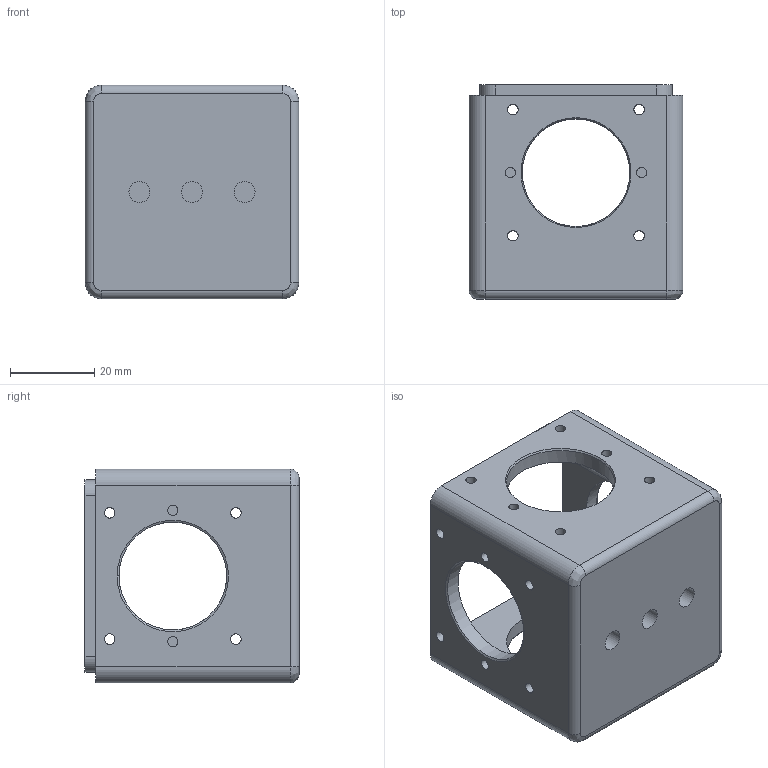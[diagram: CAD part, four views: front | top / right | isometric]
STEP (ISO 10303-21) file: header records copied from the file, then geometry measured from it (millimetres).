
FILE_DESCRIPTION (( 'STEP AP203' ), '1' );
FILE_NAME ('530131.STEP', '2025-04-27T08:25:35', ( 'Windows User' ), ( 'P R C' ), 'SwSTEP 2.0', 'SolidWorks 2020', '' );
FILE_SCHEMA (( 'CONFIG_CONTROL_DESIGN' ));
Length unit declared in the file: millimetre
Products named in the file (1): 530131
Bounding box: 50.8 x 50.86 x 50.8 mm (x, y, z)
Volume: 39937.5 mm3; surface area: 21717.5 mm2
Topology: 6 solids, 6 shells, 202 faces, 519 edges, 342 vertices
Faces by surface type: plane 94, cylinder 61, bspline 43, cone 4
Full cylindrical faces by diameter (mm): 2.413 x8, 2.501 x16, 5 x6, 6 x4, 25.603 x4
Entity records: 7738 total; most frequent: CARTESIAN_POINT 3154, ORIENTED_EDGE 916, DIRECTION 814, EDGE_CURVE 458, VERTEX_POINT 330, EDGE_LOOP 304, AXIS2_PLACEMENT_3D 282, LINE 250
